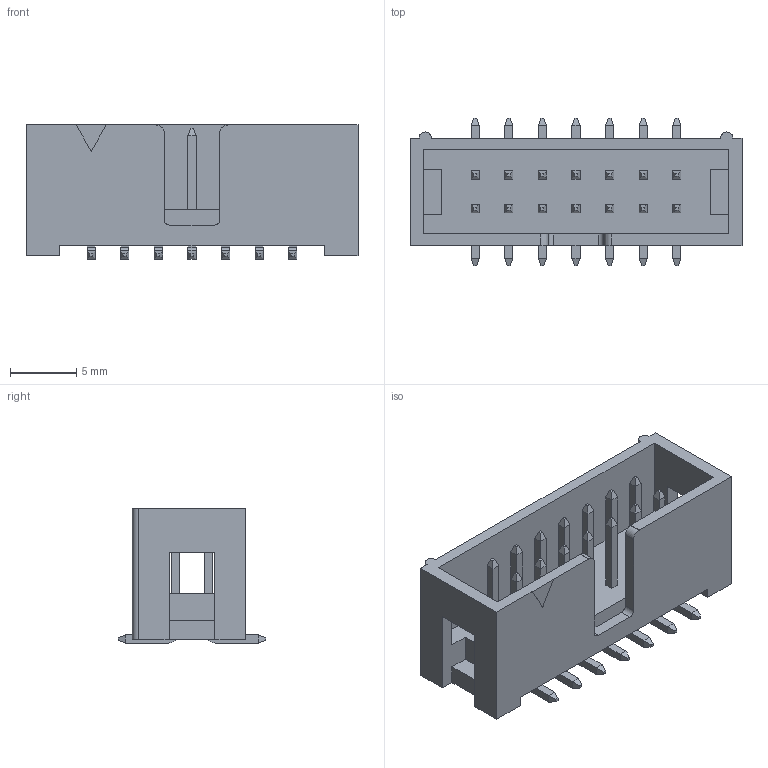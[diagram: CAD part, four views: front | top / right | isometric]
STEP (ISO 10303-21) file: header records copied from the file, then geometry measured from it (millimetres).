
FILE_DESCRIPTION(('FreeCAD Model'),'2;1');
FILE_NAME('Open CASCADE Shape Model','2023-11-10T14:13:19',('Author'),( ''),'Open CASCADE STEP processor 7.6','FreeCAD','Unknown');
FILE_SCHEMA(('AUTOMOTIVE_DESIGN { 1 0 10303 214 1 1 1 1 }'));
Length unit declared in the file: millimetre
Products named in the file (1): 3M_D2514-6V0C-AR
Bounding box: 25.1 x 11.18 x 10.15 mm (x, y, z)
Volume: 923.9 mm3; surface area: 1752 mm2
Topology: 1 solids, 1 shells, 353 faces, 867 edges, 540 vertices
Faces by surface type: plane 319, cylinder 34
Entity records: 12579 total; most frequent: CARTESIAN_POINT 1761, ORIENTED_EDGE 1734, DIRECTION 1643, EDGE_CURVE 867, LINE 799, VECTOR 799, VERTEX_POINT 540, AXIS2_PLACEMENT_3D 422
